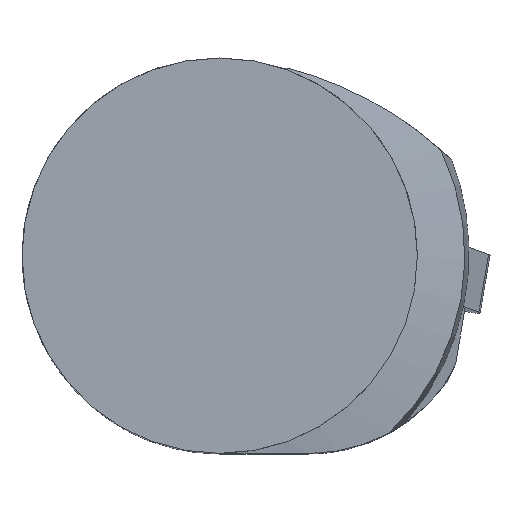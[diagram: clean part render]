
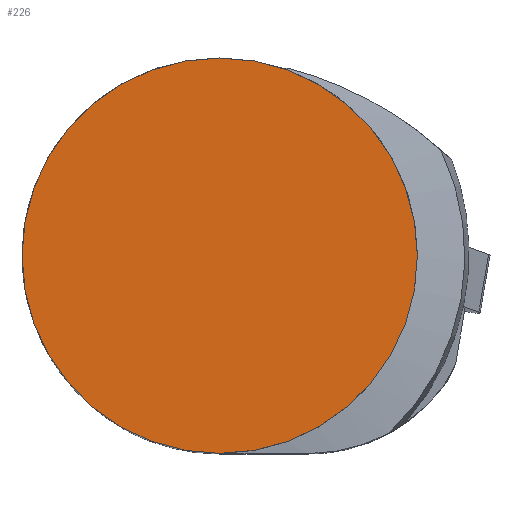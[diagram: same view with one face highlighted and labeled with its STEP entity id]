
A CAD part, top view. The second image highlights one B-rep face of the part: STEP entity #226.
In plain terms, the highlighted planar face has unit normal (0, 0, 1).
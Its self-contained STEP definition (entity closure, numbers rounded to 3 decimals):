
#179=FACE_OUTER_BOUND('',#438,.T.);
#226=ADVANCED_FACE('',(#179),#254,.T.);
#254=PLANE('',#1125);
#438=EDGE_LOOP('',(#671));
#671=ORIENTED_EDGE('',*,*,#845,.T.);
#749=VERTEX_POINT('',#1677);
#845=EDGE_CURVE('',#749,#749,#922,.T.);
#922=CIRCLE('',#1076,16.);
#1076=AXIS2_PLACEMENT_3D('',#1676,#1267,#1268);
#1125=AXIS2_PLACEMENT_3D('',#1821,#1386,#1387);
#1267=DIRECTION('',(0.,0.,1.));
#1268=DIRECTION('',(1.,0.,0.));
#1386=DIRECTION('',(0.,0.,1.));
#1387=DIRECTION('',(1.,0.,0.));
#1676=CARTESIAN_POINT('',(0.,0.,0.));
#1677=CARTESIAN_POINT('',(16.,0.,0.));
#1821=CARTESIAN_POINT('',(0.,0.,0.));
